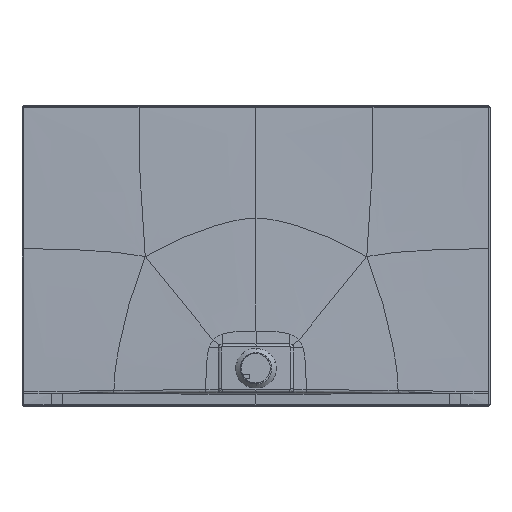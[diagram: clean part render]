
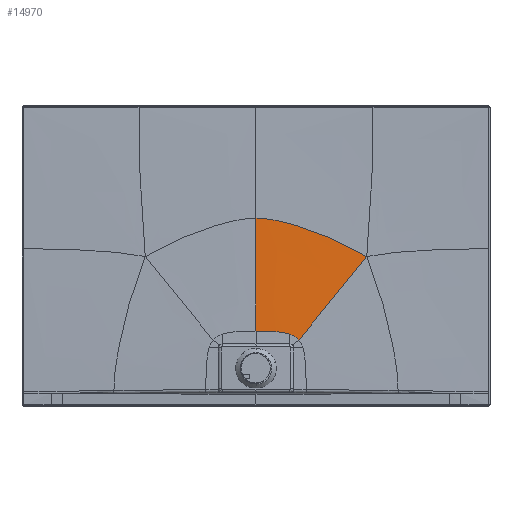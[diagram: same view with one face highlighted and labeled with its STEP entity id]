
A CAD part, front view. The second image highlights one B-rep face of the part: STEP entity #14970.
In plain terms, the highlighted free-form (B-spline) face has degree [3, 3] with [9, 8] control points.
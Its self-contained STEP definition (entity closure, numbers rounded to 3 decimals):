
#3709=CARTESIAN_POINT('',(101.029,-18.699,216.296));
#3710=CARTESIAN_POINT('',(106.843,-18.699,214.312));
#3711=CARTESIAN_POINT('',(117.108,-18.698,209.467));
#3712=CARTESIAN_POINT('',(124.96,-18.698,202.493));
#3713=CARTESIAN_POINT('',(128.36,-18.698,198.381));
#3729=CARTESIAN_POINT('',(0.,-18.699,
225.07));
#3731=CARTESIAN_POINT('',(0.,-18.699,
225.07));
#3732=CARTESIAN_POINT('',(11.658,-18.699,225.07));
#3733=CARTESIAN_POINT('',(33.167,-18.699,224.92));
#3734=CARTESIAN_POINT('',(60.433,-18.699,223.762));
#3735=CARTESIAN_POINT('',(83.121,-18.699,221.182));
#3736=CARTESIAN_POINT('',(95.475,-18.699,218.191));
#3737=CARTESIAN_POINT('',(101.029,-18.699,216.296));
#3739=CARTESIAN_POINT('',(101.029,-18.699,216.296));
#4713=CARTESIAN_POINT('',(331.362,-9.279,448.367));
#4714=CARTESIAN_POINT('',(325.197,-9.494,440.796));
#4715=CARTESIAN_POINT('',(313.116,-9.931,425.957));
#4716=CARTESIAN_POINT('',(290.085,-10.818,397.655));
#4717=CARTESIAN_POINT('',(252.969,-12.384,352.006));
#4718=CARTESIAN_POINT('',(208.796,-14.503,297.536));
#4719=CARTESIAN_POINT('',(164.87,-16.709,243.294));
#4720=CARTESIAN_POINT('',(139.814,-18.044,212.44));
#4721=CARTESIAN_POINT('',(128.36,-18.698,198.381));
#4723=DIRECTION('',(0.,-0.023,-1.));
#4724=VECTOR('',#4723,337.591);
#4725=CARTESIAN_POINT('',(0.,-10.849,
562.57));
#4726=LINE('',#4725,#4724);
#5503=CARTESIAN_POINT('',(331.362,-9.279,448.367));
#5504=CARTESIAN_POINT('',(315.799,-9.412,458.036));
#5505=CARTESIAN_POINT('',(284.92,-9.645,475.463));
#5506=CARTESIAN_POINT('',(224.843,-10.011,503.996));
#5507=CARTESIAN_POINT('',(153.299,-10.371,531.693));
#5508=CARTESIAN_POINT('',(72.931,-10.736,555.921));
#5509=CARTESIAN_POINT('',(23.474,-10.849,562.57));
#5510=CARTESIAN_POINT('',(0.,-10.849,
562.57));
#6384=VERTEX_POINT('',#3739);
#6385=VERTEX_POINT('',#3713);
#6386=VERTEX_POINT('',#3729);
#6442=VERTEX_POINT('',#4713);
#6443=CARTESIAN_POINT('',(0.,-10.849,
562.57));
#6444=VERTEX_POINT('',#6443);
#14888=CARTESIAN_POINT('',(-1.323,-18.78,
221.597));
#14889=CARTESIAN_POINT('',(16.985,-18.78,
221.603));
#14890=CARTESIAN_POINT('',(48.705,-18.78,
221.397));
#14891=CARTESIAN_POINT('',(84.576,-18.778,
218.555));
#14892=CARTESIAN_POINT('',(106.129,-18.777,
212.582));
#14893=CARTESIAN_POINT('',(119.476,-18.777,
204.562));
#14894=CARTESIAN_POINT('',(124.919,-18.778,
199.222));
#14895=CARTESIAN_POINT('',(127.404,-18.779,
196.09));
#14896=CARTESIAN_POINT('',(-1.322,-18.099,
250.879));
#14897=CARTESIAN_POINT('',(16.956,-18.099,
250.911));
#14898=CARTESIAN_POINT('',(49.397,-18.101,
249.67));
#14899=CARTESIAN_POINT('',(87.996,-18.112,
242.905));
#14900=CARTESIAN_POINT('',(112.616,-18.119,
232.764));
#14901=CARTESIAN_POINT('',(128.878,-18.113,
221.398));
#14902=CARTESIAN_POINT('',(135.993,-18.104,
214.42));
#14903=CARTESIAN_POINT('',(139.405,-18.098,
210.461));
#14904=CARTESIAN_POINT('',(-1.342,-16.764,
308.284));
#14905=CARTESIAN_POINT('',(17.19,-16.763,
308.368));
#14906=CARTESIAN_POINT('',(51.726,-16.77,
305.111));
#14907=CARTESIAN_POINT('',(96.665,-16.798,
290.991));
#14908=CARTESIAN_POINT('',(127.767,-16.814,
273.504));
#14909=CARTESIAN_POINT('',(149.762,-16.789,
256.559));
#14910=CARTESIAN_POINT('',(160.049,-16.758,
246.908));
#14911=CARTESIAN_POINT('',(165.201,-16.735,
241.593));
#14912=CARTESIAN_POINT('',(-1.415,-14.774,
393.814));
#14913=CARTESIAN_POINT('',(18.1,-14.774,
393.964));
#14914=CARTESIAN_POINT('',(56.917,-14.77,
388.12));
#14915=CARTESIAN_POINT('',(113.121,-14.765,
365.063));
#14916=CARTESIAN_POINT('',(155.398,-14.734,
339.218));
#14917=CARTESIAN_POINT('',(186.927,-14.636,
316.024));
#14918=CARTESIAN_POINT('',(202.32,-14.549,
303.259));
#14919=CARTESIAN_POINT('',(210.225,-14.493,
296.279));
#14920=CARTESIAN_POINT('',(-1.508,-13.139,
464.126));
#14921=CARTESIAN_POINT('',(19.27,-13.14,
464.306));
#14922=CARTESIAN_POINT('',(62.074,-13.102,
457.275));
#14923=CARTESIAN_POINT('',(128.103,-12.985,
430.458));
#14924=CARTESIAN_POINT('',(181.185,-12.836,
400.993));
#14925=CARTESIAN_POINT('',(222.923,-12.621,
374.118));
#14926=CARTESIAN_POINT('',(243.993,-12.463,
358.933));
#14927=CARTESIAN_POINT('',(254.948,-12.367,
350.485));
#14928=CARTESIAN_POINT('',(-1.608,-11.994,
513.344));
#14929=CARTESIAN_POINT('',(20.542,-11.996,
513.526));
#14930=CARTESIAN_POINT('',(66.643,-11.922,
506.452));
#14931=CARTESIAN_POINT('',(139.901,-11.685,
479.903));
#14932=CARTESIAN_POINT('',(201.772,-11.428,
450.489));
#14933=CARTESIAN_POINT('',(252.632,-11.125,
422.169));
#14934=CARTESIAN_POINT('',(278.874,-10.919,
405.432));
#14935=CARTESIAN_POINT('',(292.557,-10.796,
395.951));
#14936=CARTESIAN_POINT('',(-1.681,-11.322,
542.24));
#14937=CARTESIAN_POINT('',(21.475,-11.324,
542.416));
#14938=CARTESIAN_POINT('',(69.77,-11.228,
535.544));
#14939=CARTESIAN_POINT('',(147.494,-10.914,
509.986));
#14940=CARTESIAN_POINT('',(214.916,-10.595,
481.356));
#14941=CARTESIAN_POINT('',(271.628,-10.248,
452.538));
#14942=CARTESIAN_POINT('',(301.149,-10.018,
434.976));
#14943=CARTESIAN_POINT('',(316.525,-9.882,
424.926));
#14944=CARTESIAN_POINT('',(-1.724,-10.977,
557.073));
#14945=CARTESIAN_POINT('',(22.029,-10.98,
557.244));
#14946=CARTESIAN_POINT('',(71.561,-10.871,
550.552));
#14947=CARTESIAN_POINT('',(151.68,-10.518,
525.783));
#14948=CARTESIAN_POINT('',(222.091,-10.168,
497.803));
#14949=CARTESIAN_POINT('',(281.949,-9.802,
468.846));
#14950=CARTESIAN_POINT('',(313.204,-9.563,
450.893));
#14951=CARTESIAN_POINT('',(329.459,-9.421,440.569));
#14952=CARTESIAN_POINT('',(-1.749,-10.795,
564.874));
#14953=CARTESIAN_POINT('',(22.342,-10.798,
565.043));
#14954=CARTESIAN_POINT('',(72.562,-10.684,
558.464));
#14955=CARTESIAN_POINT('',(153.976,-10.309,
534.177));
#14956=CARTESIAN_POINT('',(225.996,-9.945,
506.596));
#14957=CARTESIAN_POINT('',(287.532,-9.571,
477.591));
#14958=CARTESIAN_POINT('',(319.699,-9.327,
459.442));
#14959=CARTESIAN_POINT('',(336.413,-9.183,
448.982));
#14960=B_SPLINE_SURFACE_WITH_KNOTS('',3,3,((#14888,#14889,#14890,#14891,#14892,
#14893,#14894,#14895),(#14896,#14897,#14898,#14899,#14900,#14901,#14902,#14903),
(#14904,#14905,#14906,#14907,#14908,#14909,#14910,#14911),(#14912,#14913,#14914,
#14915,#14916,#14917,#14918,#14919),(#14920,#14921,#14922,#14923,#14924,#14925,
#14926,#14927),(#14928,#14929,#14930,#14931,#14932,#14933,#14934,#14935),
(#14936,#14937,#14938,#14939,#14940,#14941,#14942,#14943),(#14944,#14945,#14946,
#14947,#14948,#14949,#14950,#14951),(#14952,#14953,#14954,#14955,#14956,#14957,
#14958,#14959)),.UNSPECIFIED.,.F.,.F.,.F.,(4,1,1,1,1,1,4),(4,1,1,1,1,4),(
-0.005,0.125,0.25,0.375,0.438,0.469,0.503),
(-0.003,0.125,0.25,0.375,0.438,0.504),
.UNSPECIFIED.);
#14962=ORIENTED_EDGE('',*,*,#14961,.F.);
#14964=ORIENTED_EDGE('',*,*,#14963,.F.);
#14965=ORIENTED_EDGE('',*,*,#14881,.T.);
#14966=ORIENTED_EDGE('',*,*,#13083,.F.);
#14967=ORIENTED_EDGE('',*,*,#13142,.F.);
#14968=EDGE_LOOP('',(#14962,#14964,#14965,#14966,#14967));
#14969=FACE_OUTER_BOUND('',#14968,.F.);
#14970=ADVANCED_FACE('',(#14969),#14960,.F.);
#3714=B_SPLINE_CURVE_WITH_KNOTS('',3,(#3709,#3710,#3711,#3712,#3713),
.UNSPECIFIED.,.F.,.F.,(4,1,4),(0.,0.5,1.),.UNSPECIFIED.);
#3738=B_SPLINE_CURVE_WITH_KNOTS('',3,(#3731,#3732,#3733,#3734,#3735,#3736,
#3737),.UNSPECIFIED.,.F.,.F.,(4,1,1,1,4),(0.,0.25,
0.5,0.75,1.),.UNSPECIFIED.);
#4722=B_SPLINE_CURVE_WITH_KNOTS('',3,(#4713,#4714,#4715,#4716,#4717,#4718,#4719,
#4720,#4721),.UNSPECIFIED.,.F.,.F.,(4,1,1,1,1,1,4),(0.,0.063,
0.125,0.25,0.5,0.75,1.),
.UNSPECIFIED.);
#5511=B_SPLINE_CURVE_WITH_KNOTS('',3,(#5503,#5504,#5505,#5506,#5507,#5508,#5509,
#5510),.UNSPECIFIED.,.F.,.F.,(4,1,1,1,1,4),(0.,0.125,
0.25,0.5,0.75,1.),.UNSPECIFIED.);
#13083=EDGE_CURVE('',#6384,#6385,#3714,.T.);
#13142=EDGE_CURVE('',#6386,#6384,#3738,.T.);
#14881=EDGE_CURVE('',#6442,#6385,#4722,.T.);
#14961=EDGE_CURVE('',#6444,#6386,#4726,.T.);
#14963=EDGE_CURVE('',#6442,#6444,#5511,.T.);
